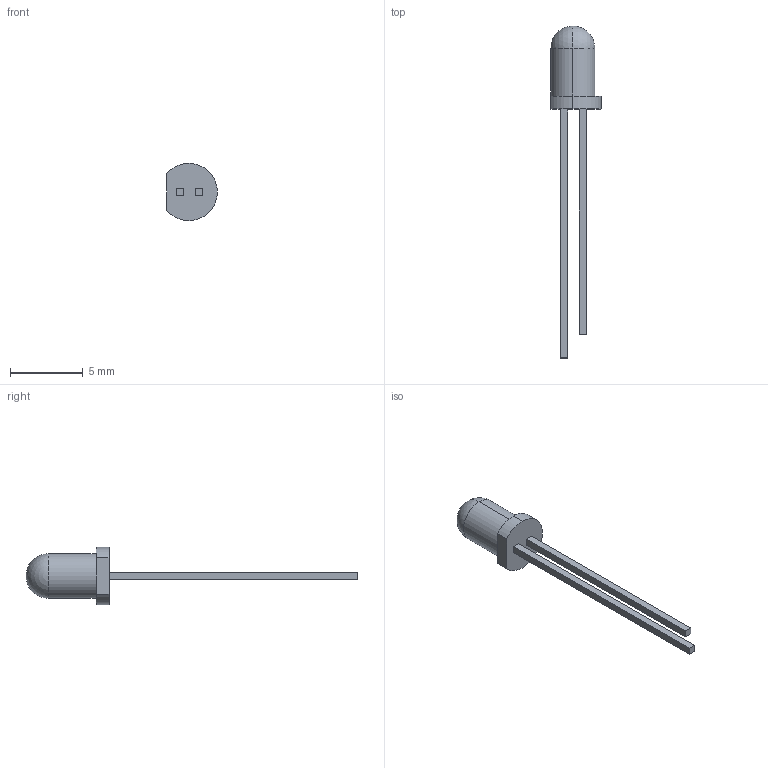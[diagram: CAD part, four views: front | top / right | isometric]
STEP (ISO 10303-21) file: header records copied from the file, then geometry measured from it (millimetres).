
FILE_DESCRIPTION (( 'STEP AP214' ), '1' );
FILE_NAME ('OP265FAA.STEP', '2018-03-29T19:35:18', ( '' ), ( '' ), 'SwSTEP 2.0', 'SolidWorks 2015', '' );
FILE_SCHEMA (( 'AUTOMOTIVE_DESIGN' ));
Length unit declared in the file: inch
Products named in the file (1): OP265FAA
Bounding box: 3.49 x 22.86 x 3.94 mm (x, y, z)
Volume: 50.1 mm3; surface area: 138.9 mm2
Topology: 1 solids, 1 shells, 20 faces, 50 edges, 32 vertices
Faces by surface type: plane 13, cylinder 5, sphere 2
Entity records: 737 total; most frequent: DIRECTION 101, CARTESIAN_POINT 97, ORIENTED_EDGE 92, EDGE_CURVE 46, AXIS2_PLACEMENT_3D 34, LINE 33, VECTOR 33, VERTEX_POINT 30
